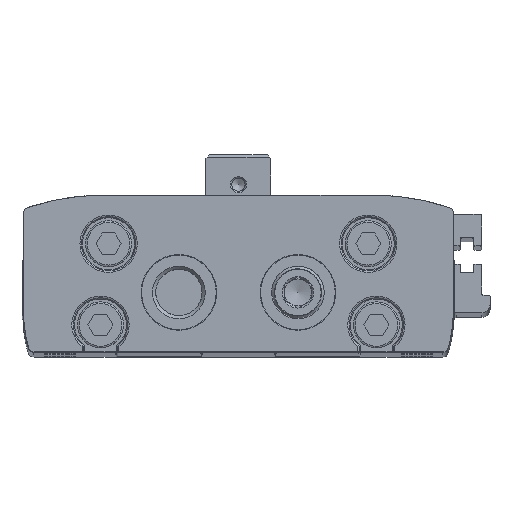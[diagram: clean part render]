
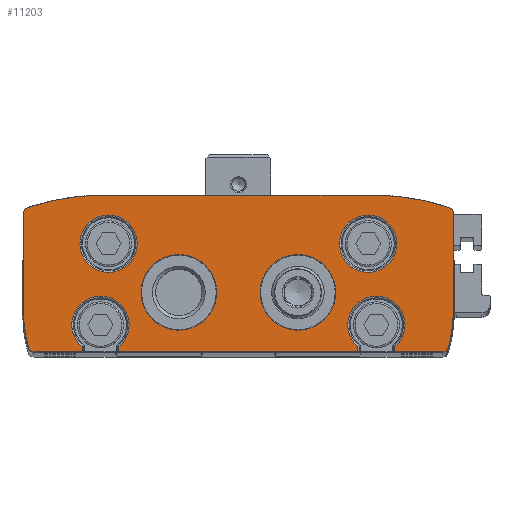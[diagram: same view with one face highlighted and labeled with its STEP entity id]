
A CAD part, top view. The second image highlights one B-rep face of the part: STEP entity #11203.
In plain terms, the highlighted planar face has unit normal (0, 0, 1).
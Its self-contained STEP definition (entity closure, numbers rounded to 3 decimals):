
#519=LINE('',#17193,#1437);
#523=LINE('',#17201,#1441);
#527=LINE('',#17217,#1445);
#581=LINE('',#17419,#1499);
#588=LINE('',#17437,#1506);
#589=LINE('',#17445,#1507);
#596=LINE('',#17463,#1514);
#597=LINE('',#17471,#1515);
#598=LINE('',#17477,#1516);
#599=LINE('',#17483,#1517);
#1437=VECTOR('',#13546,1000.);
#1441=VECTOR('',#13550,1000.);
#1445=VECTOR('',#13562,1000.);
#1499=VECTOR('',#13710,1000.);
#1506=VECTOR('',#13723,1000.);
#1507=VECTOR('',#13726,1000.);
#1514=VECTOR('',#13739,1000.);
#1515=VECTOR('',#13750,1000.);
#1516=VECTOR('',#13755,1000.);
#1517=VECTOR('',#13760,1000.);
#2530=ORIENTED_EDGE('',*,*,#5639,.F.);
#2531=ORIENTED_EDGE('',*,*,#5628,.T.);
#2532=ORIENTED_EDGE('',*,*,#5528,.T.);
#2533=ORIENTED_EDGE('',*,*,#5630,.F.);
#2534=ORIENTED_EDGE('',*,*,#5640,.F.);
#2535=ORIENTED_EDGE('',*,*,#5638,.T.);
#2536=ORIENTED_EDGE('',*,*,#5520,.T.);
#2537=ORIENTED_EDGE('',*,*,#5641,.T.);
#2538=ORIENTED_EDGE('',*,*,#5642,.T.);
#2539=ORIENTED_EDGE('',*,*,#5643,.T.);
#2540=ORIENTED_EDGE('',*,*,#5644,.T.);
#2541=ORIENTED_EDGE('',*,*,#5645,.T.);
#2542=ORIENTED_EDGE('',*,*,#5646,.T.);
#2543=ORIENTED_EDGE('',*,*,#5647,.T.);
#2544=ORIENTED_EDGE('',*,*,#5648,.T.);
#2545=ORIENTED_EDGE('',*,*,#5649,.T.);
#2546=ORIENTED_EDGE('',*,*,#5650,.T.);
#2547=ORIENTED_EDGE('',*,*,#5651,.T.);
#2548=ORIENTED_EDGE('',*,*,#5516,.T.);
#2549=ORIENTED_EDGE('',*,*,#5620,.F.);
#2550=ORIENTED_EDGE('',*,*,#5652,.F.);
#2551=ORIENTED_EDGE('',*,*,#5653,.F.);
#2552=ORIENTED_EDGE('',*,*,#5654,.F.);
#2553=ORIENTED_EDGE('',*,*,#5655,.F.);
#5516=EDGE_CURVE('',#7087,#7086,#519,.T.);
#5520=EDGE_CURVE('',#7091,#7090,#523,.T.);
#5528=EDGE_CURVE('',#7099,#7098,#527,.T.);
#5620=EDGE_CURVE('',#7178,#7086,#581,.T.);
#5628=EDGE_CURVE('',#7183,#7099,#588,.T.);
#5630=EDGE_CURVE('',#7184,#7098,#589,.T.);
#5638=EDGE_CURVE('',#7189,#7091,#596,.T.);
#5639=EDGE_CURVE('',#7183,#7178,#8222,.T.);
#5640=EDGE_CURVE('',#7189,#7184,#8223,.T.);
#5641=EDGE_CURVE('',#7090,#7190,#8224,.T.);
#5642=EDGE_CURVE('',#7190,#7191,#8225,.T.);
#5643=EDGE_CURVE('',#7191,#7192,#597,.T.);
#5644=EDGE_CURVE('',#7192,#7193,#8226,.T.);
#5645=EDGE_CURVE('',#7193,#7194,#8227,.T.);
#5646=EDGE_CURVE('',#7194,#7195,#598,.T.);
#5647=EDGE_CURVE('',#7195,#7196,#8228,.T.);
#5648=EDGE_CURVE('',#7196,#7197,#8229,.T.);
#5649=EDGE_CURVE('',#7197,#7198,#599,.T.);
#5650=EDGE_CURVE('',#7198,#7199,#8230,.T.);
#5651=EDGE_CURVE('',#7199,#7087,#8231,.T.);
#5652=EDGE_CURVE('',#7200,#7200,#8232,.T.);
#5653=EDGE_CURVE('',#7201,#7201,#8233,.T.);
#5654=EDGE_CURVE('',#7202,#7202,#8234,.T.);
#5655=EDGE_CURVE('',#7203,#7203,#8235,.T.);
#7086=VERTEX_POINT('',#17192);
#7087=VERTEX_POINT('',#17194);
#7090=VERTEX_POINT('',#17200);
#7091=VERTEX_POINT('',#17202);
#7098=VERTEX_POINT('',#17216);
#7099=VERTEX_POINT('',#17218);
#7178=VERTEX_POINT('',#17417);
#7183=VERTEX_POINT('',#17436);
#7184=VERTEX_POINT('',#17443);
#7189=VERTEX_POINT('',#17462);
#7190=VERTEX_POINT('',#17468);
#7191=VERTEX_POINT('',#17470);
#7192=VERTEX_POINT('',#17472);
#7193=VERTEX_POINT('',#17474);
#7194=VERTEX_POINT('',#17476);
#7195=VERTEX_POINT('',#17478);
#7196=VERTEX_POINT('',#17480);
#7197=VERTEX_POINT('',#17482);
#7198=VERTEX_POINT('',#17484);
#7199=VERTEX_POINT('',#17486);
#7200=VERTEX_POINT('',#17489);
#7201=VERTEX_POINT('',#17491);
#7202=VERTEX_POINT('',#17493);
#7203=VERTEX_POINT('',#17495);
#8222=CIRCLE('',#12205,5.3);
#8223=CIRCLE('',#12206,5.3);
#8224=CIRCLE('',#12207,1.);
#8225=CIRCLE('',#12208,21.);
#8226=CIRCLE('',#12209,1.);
#8227=CIRCLE('',#12210,45.);
#8228=CIRCLE('',#12211,45.);
#8229=CIRCLE('',#12212,1.);
#8230=CIRCLE('',#12213,21.);
#8231=CIRCLE('',#12214,1.);
#8232=CIRCLE('',#12215,5.3);
#8233=CIRCLE('',#12216,5.3);
#8234=CIRCLE('',#12217,7.);
#8235=CIRCLE('',#12218,7.);
#8809=EDGE_LOOP('',(#2530,#2531,#2532,#2533,#2534,#2535,#2536,#2537,#2538,
#2539,#2540,#2541,#2542,#2543,#2544,#2545,#2546,#2547,#2548,#2549));
#8810=EDGE_LOOP('',(#2550));
#8811=EDGE_LOOP('',(#2551));
#8812=EDGE_LOOP('',(#2552));
#8813=EDGE_LOOP('',(#2553));
#9839=FACE_BOUND('',#8809,.T.);
#9840=FACE_BOUND('',#8810,.T.);
#9841=FACE_BOUND('',#8811,.T.);
#9842=FACE_BOUND('',#8812,.T.);
#9843=FACE_BOUND('',#8813,.T.);
#10843=PLANE('',#12204);
#11203=ADVANCED_FACE('',(#9839,#9840,#9841,#9842,#9843),#10843,.T.);
#12204=AXIS2_PLACEMENT_3D('',#17464,#13740,#13741);
#12205=AXIS2_PLACEMENT_3D('',#17465,#13742,#13743);
#12206=AXIS2_PLACEMENT_3D('',#17466,#13744,#13745);
#12207=AXIS2_PLACEMENT_3D('',#17467,#13746,#13747);
#12208=AXIS2_PLACEMENT_3D('',#17469,#13748,#13749);
#12209=AXIS2_PLACEMENT_3D('',#17473,#13751,#13752);
#12210=AXIS2_PLACEMENT_3D('',#17475,#13753,#13754);
#12211=AXIS2_PLACEMENT_3D('',#17479,#13756,#13757);
#12212=AXIS2_PLACEMENT_3D('',#17481,#13758,#13759);
#12213=AXIS2_PLACEMENT_3D('',#17485,#13761,#13762);
#12214=AXIS2_PLACEMENT_3D('',#17487,#13763,#13764);
#12215=AXIS2_PLACEMENT_3D('',#17488,#13765,#13766);
#12216=AXIS2_PLACEMENT_3D('',#17490,#13767,#13768);
#12217=AXIS2_PLACEMENT_3D('',#17492,#13769,#13770);
#12218=AXIS2_PLACEMENT_3D('',#17494,#13771,#13772);
#13546=DIRECTION('',(1.,0.,0.));
#13550=DIRECTION('',(1.,0.,0.));
#13562=DIRECTION('',(1.,0.,0.));
#13710=DIRECTION('',(0.,-1.,0.));
#13723=DIRECTION('',(0.,-1.,0.));
#13726=DIRECTION('',(0.,-1.,0.));
#13739=DIRECTION('',(0.,-1.,0.));
#13740=DIRECTION('',(0.,0.,1.));
#13741=DIRECTION('',(1.,0.,0.));
#13742=DIRECTION('',(0.,0.,1.));
#13743=DIRECTION('',(1.,0.,0.));
#13744=DIRECTION('',(0.,0.,1.));
#13745=DIRECTION('',(1.,0.,0.));
#13746=DIRECTION('',(0.,0.,1.));
#13747=DIRECTION('',(1.,0.,0.));
#13748=DIRECTION('',(0.,0.,1.));
#13749=DIRECTION('',(1.,0.,0.));
#13750=DIRECTION('',(0.,1.,0.));
#13751=DIRECTION('',(0.,0.,1.));
#13752=DIRECTION('',(1.,0.,0.));
#13753=DIRECTION('',(0.,0.,1.));
#13754=DIRECTION('',(1.,0.,0.));
#13755=DIRECTION('',(-1.,0.,0.));
#13756=DIRECTION('',(0.,0.,1.));
#13757=DIRECTION('',(1.,0.,0.));
#13758=DIRECTION('',(0.,0.,1.));
#13759=DIRECTION('',(1.,0.,0.));
#13760=DIRECTION('',(0.,-1.,0.));
#13761=DIRECTION('',(0.,0.,1.));
#13762=DIRECTION('',(1.,0.,0.));
#13763=DIRECTION('',(0.,0.,1.));
#13764=DIRECTION('',(1.,0.,0.));
#13765=DIRECTION('',(0.,0.,1.));
#13766=DIRECTION('',(1.,0.,0.));
#13767=DIRECTION('',(0.,0.,1.));
#13768=DIRECTION('',(1.,0.,0.));
#13769=DIRECTION('',(0.,0.,1.));
#13770=DIRECTION('',(1.,0.,0.));
#13771=DIRECTION('',(0.,0.,1.));
#13772=DIRECTION('',(1.,0.,0.));
#17192=CARTESIAN_POINT('',(-28.9,0.,275.));
#17193=CARTESIAN_POINT('',(-37.779,0.,275.));
#17194=CARTESIAN_POINT('',(-37.779,0.,275.));
#17200=CARTESIAN_POINT('',(37.779,0.,275.));
#17201=CARTESIAN_POINT('',(-37.779,0.,275.));
#17202=CARTESIAN_POINT('',(28.9,0.,275.));
#17216=CARTESIAN_POINT('',(22.1,0.,275.));
#17217=CARTESIAN_POINT('',(-37.779,0.,275.));
#17218=CARTESIAN_POINT('',(-22.1,0.,275.));
#17417=CARTESIAN_POINT('',(-28.9,0.934,275.));
#17419=CARTESIAN_POINT('',(-28.9,5.,275.));
#17436=CARTESIAN_POINT('',(-22.1,0.934,275.));
#17437=CARTESIAN_POINT('',(-22.1,5.,275.));
#17443=CARTESIAN_POINT('',(22.1,0.934,275.));
#17445=CARTESIAN_POINT('',(22.1,5.,275.));
#17462=CARTESIAN_POINT('',(28.9,0.934,275.));
#17463=CARTESIAN_POINT('',(28.9,5.,275.));
#17464=CARTESIAN_POINT('',(-18.7,7.,275.));
#17465=CARTESIAN_POINT('',(-25.5,5.,275.));
#17466=CARTESIAN_POINT('',(25.5,5.,275.));
#17467=CARTESIAN_POINT('',(37.779,1.,275.));
#17468=CARTESIAN_POINT('',(38.733,0.7,275.));
#17469=CARTESIAN_POINT('',(18.7,7.,275.));
#17470=CARTESIAN_POINT('',(39.7,7.,275.));
#17471=CARTESIAN_POINT('',(39.7,7.,275.));
#17472=CARTESIAN_POINT('',(39.7,25.713,275.));
#17473=CARTESIAN_POINT('',(38.7,25.713,275.));
#17474=CARTESIAN_POINT('',(39.018,26.661,275.));
#17475=CARTESIAN_POINT('',(24.7,-16.,275.));
#17476=CARTESIAN_POINT('',(24.7,29.,275.));
#17477=CARTESIAN_POINT('',(24.7,29.,275.));
#17478=CARTESIAN_POINT('',(-24.7,29.,275.));
#17479=CARTESIAN_POINT('',(-24.7,-16.,275.));
#17480=CARTESIAN_POINT('',(-39.018,26.661,275.));
#17481=CARTESIAN_POINT('',(-38.7,25.713,275.));
#17482=CARTESIAN_POINT('',(-39.7,25.713,275.));
#17483=CARTESIAN_POINT('',(-39.7,25.713,275.));
#17484=CARTESIAN_POINT('',(-39.7,7.,275.));
#17485=CARTESIAN_POINT('',(-18.7,7.,275.));
#17486=CARTESIAN_POINT('',(-38.733,0.7,275.));
#17487=CARTESIAN_POINT('',(-37.779,1.,275.));
#17488=CARTESIAN_POINT('',(-24.,20.,275.));
#17489=CARTESIAN_POINT('',(-18.7,20.,275.));
#17490=CARTESIAN_POINT('',(24.,20.,275.));
#17491=CARTESIAN_POINT('',(29.3,20.,275.));
#17492=CARTESIAN_POINT('',(-11.,11.,275.));
#17493=CARTESIAN_POINT('',(-4.,11.,275.));
#17494=CARTESIAN_POINT('',(11.,11.,275.));
#17495=CARTESIAN_POINT('',(18.,11.,275.));
